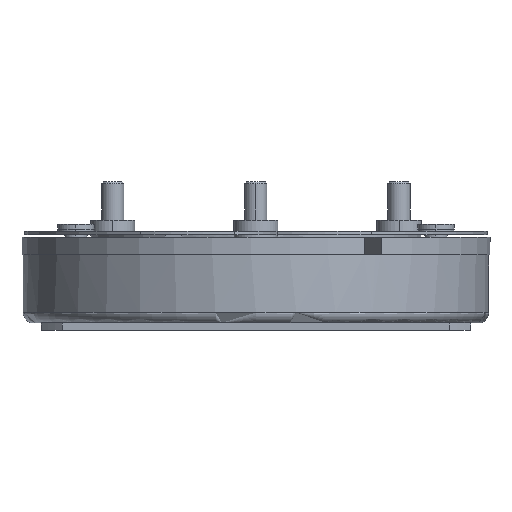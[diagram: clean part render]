
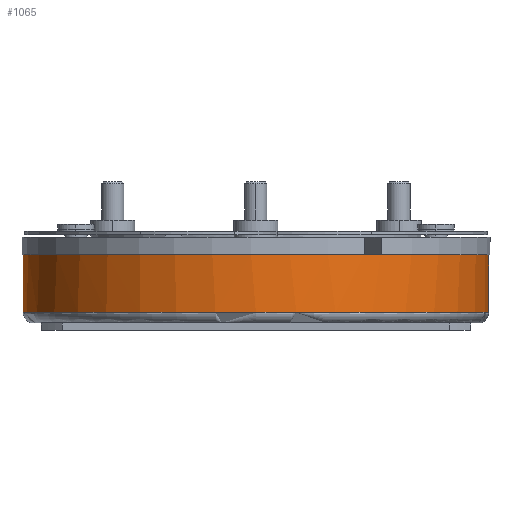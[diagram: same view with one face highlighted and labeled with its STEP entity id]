
A CAD part, front view. The second image highlights one B-rep face of the part: STEP entity #1065.
In plain terms, the highlighted cylindrical face has radius 84.5 mm (diameter 169 mm), a partial arc.
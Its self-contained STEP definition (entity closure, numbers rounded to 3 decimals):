
#5 = VERTEX_POINT ( 'NONE', #3292 ) ;
#67 = VERTEX_POINT ( 'NONE', #3566 ) ;
#76 = VERTEX_POINT ( 'NONE', #3522 ) ;
#78 = EDGE_CURVE ( 'NONE', #835, #5, #3539, .T. ) ;
#88 = EDGE_CURVE ( 'NONE', #76, #67, #3523, .T. ) ;
#657 = VERTEX_POINT ( 'NONE', #5383 ) ;
#677 = VERTEX_POINT ( 'NONE', #5400 ) ;
#722 = EDGE_CURVE ( 'NONE', #798, #657, #2563, .T. ) ;
#796 = EDGE_CURVE ( 'NONE', #835, #677, #2967, .T. ) ;
#798 = VERTEX_POINT ( 'NONE', #2963 ) ;
#835 = VERTEX_POINT ( 'NONE', #3023 ) ;
#1065 = ADVANCED_FACE ( 'NONE', ( #3256 ), #3254, .T. ) ;
#1070 = ORIENTED_EDGE ( 'NONE', *, *, #1114, .T. ) ;
#1071 = ORIENTED_EDGE ( 'NONE', *, *, #796, .F. ) ;
#1083 = ORIENTED_EDGE ( 'NONE', *, *, #78, .T. ) ;
#1098 = EDGE_LOOP ( 'NONE', ( #1071, #1083, #1139, #1110, #1070, #1143, #1105 ) ) ;
#1105 = ORIENTED_EDGE ( 'NONE', *, *, #1132, .T. ) ;
#1106 = EDGE_CURVE ( 'NONE', #5, #76, #3304, .T. ) ;
#1110 = ORIENTED_EDGE ( 'NONE', *, *, #88, .T. ) ;
#1114 = EDGE_CURVE ( 'NONE', #67, #798, #3291, .T. ) ;
#1132 = EDGE_CURVE ( 'NONE', #657, #677, #3338, .T. ) ;
#1139 = ORIENTED_EDGE ( 'NONE', *, *, #1106, .T. ) ;
#1143 = ORIENTED_EDGE ( 'NONE', *, *, #722, .T. ) ;
#2533 = CARTESIAN_POINT ( 'NONE',  ( -84.5, 0., -30.1 ) ) ;
#2560 = VECTOR ( 'NONE', #2564, 1000. ) ;
#2563 = LINE ( 'NONE', #2533, #2560 ) ;
#2564 = DIRECTION ( 'NONE',  ( 0., 0., -1. ) ) ;
#2963 = CARTESIAN_POINT ( 'NONE',  ( -84.5, 0., 0. ) ) ;
#2964 = DIRECTION ( 'NONE',  ( 0., 0., -1. ) ) ;
#2965 = VECTOR ( 'NONE', #2964, 1000. ) ;
#2966 = CARTESIAN_POINT ( 'NONE',  ( 84.5, 0., -30.1 ) ) ;
#2967 = LINE ( 'NONE', #2966, #2965 ) ;
#3023 = CARTESIAN_POINT ( 'NONE',  ( 84.5, 0., 0. ) ) ;
#3249 = DIRECTION ( 'NONE',  ( -1., 0., 0. ) ) ;
#3250 = DIRECTION ( 'NONE',  ( 0., 0., -1. ) ) ;
#3251 = AXIS2_PLACEMENT_3D ( 'NONE', #3253, #3250, #3249 ) ;
#3253 = CARTESIAN_POINT ( 'NONE',  ( 0., 0., -30.1 ) ) ;
#3254 = CYLINDRICAL_SURFACE ( 'NONE', #3251, 84.5 ) ;
#3256 = FACE_OUTER_BOUND ( 'NONE', #1098, .T. ) ;
#3277 = CARTESIAN_POINT ( 'NONE',  ( 0., 0., -20.9 ) ) ;
#3287 = DIRECTION ( 'NONE',  ( -1., 0., 0. ) ) ;
#3288 = DIRECTION ( 'NONE',  ( 0., 0., -1. ) ) ;
#3289 = CARTESIAN_POINT ( 'NONE',  ( 0., 0., 0. ) ) ;
#3290 = AXIS2_PLACEMENT_3D ( 'NONE', #3289, #3288, #3287 ) ;
#3291 = CIRCLE ( 'NONE', #3290, 84.5 ) ;
#3292 = CARTESIAN_POINT ( 'NONE',  ( 45.245, -71.366, 0. ) ) ;
#3300 = DIRECTION ( 'NONE',  ( -1., 0., 0. ) ) ;
#3301 = DIRECTION ( 'NONE',  ( 0., 0., -1. ) ) ;
#3302 = CARTESIAN_POINT ( 'NONE',  ( 0., 0., 0. ) ) ;
#3303 = AXIS2_PLACEMENT_3D ( 'NONE', #3302, #3301, #3300 ) ;
#3304 = CIRCLE ( 'NONE', #3303, 84.5 ) ;
#3335 = DIRECTION ( 'NONE',  ( 1., 0., 0. ) ) ;
#3336 = DIRECTION ( 'NONE',  ( 0., 0., 1. ) ) ;
#3337 = AXIS2_PLACEMENT_3D ( 'NONE', #3277, #3336, #3335 ) ;
#3338 = CIRCLE ( 'NONE', #3337, 84.5 ) ;
#3522 = CARTESIAN_POINT ( 'NONE',  ( 39.183, -74.866, 0. ) ) ;
#3523 = CIRCLE ( 'NONE', #3559, 84.5 ) ;
#3537 = CARTESIAN_POINT ( 'NONE',  ( 0., 0., 0. ) ) ;
#3538 = AXIS2_PLACEMENT_3D ( 'NONE', #3537, #3561, #3560 ) ;
#3539 = CIRCLE ( 'NONE', #3538, 84.5 ) ;
#3548 = DIRECTION ( 'NONE',  ( -1., 0., 0. ) ) ;
#3549 = DIRECTION ( 'NONE',  ( 0., 0., -1. ) ) ;
#3558 = CARTESIAN_POINT ( 'NONE',  ( 0., 0., 0. ) ) ;
#3559 = AXIS2_PLACEMENT_3D ( 'NONE', #3558, #3549, #3548 ) ;
#3560 = DIRECTION ( 'NONE',  ( -1., 0., 0. ) ) ;
#3561 = DIRECTION ( 'NONE',  ( 0., 0., -1. ) ) ;
#3566 = CARTESIAN_POINT ( 'NONE',  ( -84.427, -3.5, 0. ) ) ;
#5383 = CARTESIAN_POINT ( 'NONE',  ( -84.5, 0., -20.9 ) ) ;
#5400 = CARTESIAN_POINT ( 'NONE',  ( 84.5, 0., -20.9 ) ) ;
